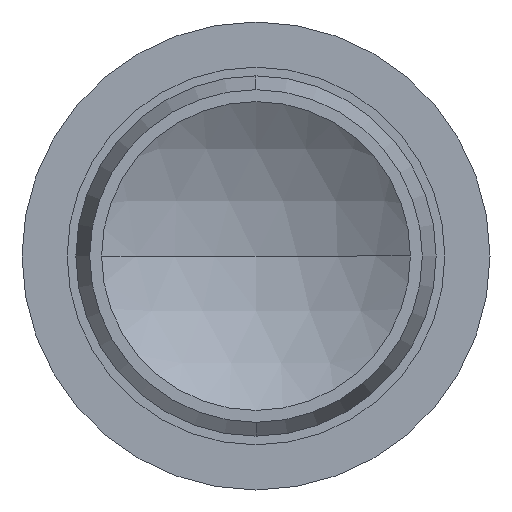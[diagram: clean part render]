
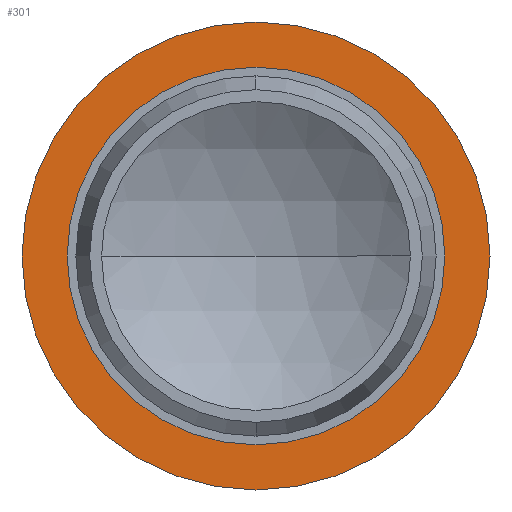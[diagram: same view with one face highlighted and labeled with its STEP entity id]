
A CAD part, left-side view. The second image highlights one B-rep face of the part: STEP entity #301.
In plain terms, the highlighted planar face has unit normal (-1, 0, 0).
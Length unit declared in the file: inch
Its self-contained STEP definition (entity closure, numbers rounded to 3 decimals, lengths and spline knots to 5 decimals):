
#1 = AXIS2_PLACEMENT_3D ( 'NONE', #27, #292, #66 ) ;
#16 = CARTESIAN_POINT ( 'NONE',  ( 0., 0., 0. ) ) ;
#27 = CARTESIAN_POINT ( 'NONE',  ( 0., 0., 0. ) ) ;
#29 = CIRCLE ( 'NONE', #214, 0.0985 ) ;
#49 = CARTESIAN_POINT ( 'NONE',  ( 0., 0., -0.0795 ) ) ;
#54 = DIRECTION ( 'NONE',  ( -1., 0., 0. ) ) ;
#57 = CARTESIAN_POINT ( 'NONE',  ( 0., 0., -0.0985 ) ) ;
#66 = DIRECTION ( 'NONE',  ( 0., 0., 1. ) ) ;
#73 = CIRCLE ( 'NONE', #1, 0.0795 ) ;
#90 = AXIS2_PLACEMENT_3D ( 'NONE', #320, #280, #375 ) ;
#97 = DIRECTION ( 'NONE',  ( 1., 0., 0. ) ) ;
#169 = ORIENTED_EDGE ( 'NONE', *, *, #299, .T. ) ;
#178 = EDGE_CURVE ( 'NONE', #333, #340, #269, .T. ) ;
#190 = EDGE_LOOP ( 'NONE', ( #231, #169 ) ) ;
#209 = VERTEX_POINT ( 'NONE', #49 ) ;
#212 = DIRECTION ( 'NONE',  ( -1., 0., 0. ) ) ;
#214 = AXIS2_PLACEMENT_3D ( 'NONE', #281, #54, #318 ) ;
#231 = ORIENTED_EDGE ( 'NONE', *, *, #178, .T. ) ;
#241 = FACE_OUTER_BOUND ( 'NONE', #190, .T. ) ;
#269 = CIRCLE ( 'NONE', #90, 0.0985 ) ;
#280 = DIRECTION ( 'NONE',  ( -1., 0., 0. ) ) ;
#281 = CARTESIAN_POINT ( 'NONE',  ( 0., 0., 0. ) ) ;
#284 = EDGE_LOOP ( 'NONE', ( #484, #323 ) ) ;
#292 = DIRECTION ( 'NONE',  ( -1., 0., 0. ) ) ;
#294 = CIRCLE ( 'NONE', #438, 0.0795 ) ;
#299 = EDGE_CURVE ( 'NONE', #340, #333, #29, .T. ) ;
#301 = ADVANCED_FACE ( 'NONE', ( #241, #417 ), #430, .F. ) ;
#318 = DIRECTION ( 'NONE',  ( 0., 0., 1. ) ) ;
#320 = CARTESIAN_POINT ( 'NONE',  ( 0., 0., 0. ) ) ;
#323 = ORIENTED_EDGE ( 'NONE', *, *, #457, .F. ) ;
#333 = VERTEX_POINT ( 'NONE', #433 ) ;
#334 = VERTEX_POINT ( 'NONE', #470 ) ;
#340 = VERTEX_POINT ( 'NONE', #57 ) ;
#347 = EDGE_CURVE ( 'NONE', #209, #334, #294, .T. ) ;
#356 = DIRECTION ( 'NONE',  ( 0., 0., -1. ) ) ;
#362 = AXIS2_PLACEMENT_3D ( 'NONE', #16, #97, #356 ) ;
#375 = DIRECTION ( 'NONE',  ( 0., 0., 1. ) ) ;
#417 = FACE_BOUND ( 'NONE', #284, .T. ) ;
#430 = PLANE ( 'NONE',  #362 ) ;
#433 = CARTESIAN_POINT ( 'NONE',  ( 0., 0., 0.0985 ) ) ;
#435 = CARTESIAN_POINT ( 'NONE',  ( 0., 0., 0. ) ) ;
#438 = AXIS2_PLACEMENT_3D ( 'NONE', #435, #212, #473 ) ;
#457 = EDGE_CURVE ( 'NONE', #334, #209, #73, .T. ) ;
#470 = CARTESIAN_POINT ( 'NONE',  ( 0., 0., 0.0795 ) ) ;
#473 = DIRECTION ( 'NONE',  ( 0., 0., 1. ) ) ;
#484 = ORIENTED_EDGE ( 'NONE', *, *, #347, .F. ) ;
